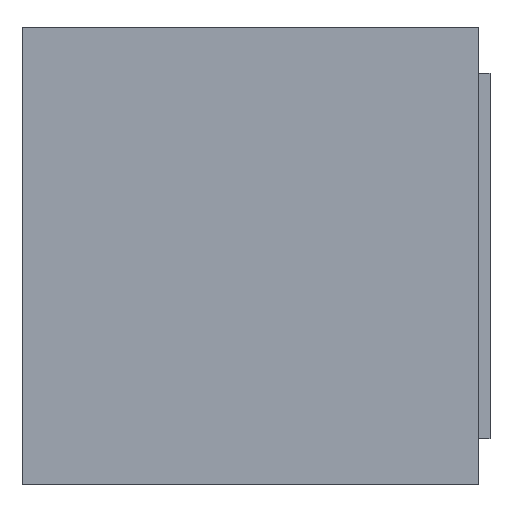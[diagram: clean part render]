
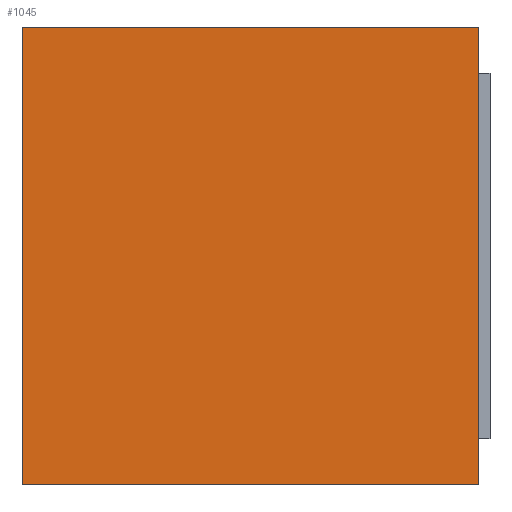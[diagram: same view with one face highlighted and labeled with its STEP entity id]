
A CAD part, left-side view. The second image highlights one B-rep face of the part: STEP entity #1045.
In plain terms, the highlighted planar face has unit normal (-1, 0, 0).
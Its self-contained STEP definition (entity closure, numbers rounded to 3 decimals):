
#36 = VECTOR ( 'NONE', #1205, 1000. ) ;
#50 = FACE_OUTER_BOUND ( 'NONE', #139, .T. ) ;
#52 = EDGE_CURVE ( 'NONE', #190, #1742, #1321, .T. ) ;
#86 = DIRECTION ( 'NONE',  ( 0., -1., 0. ) ) ;
#139 = EDGE_LOOP ( 'NONE', ( #657, #1197, #569, #483 ) ) ;
#190 = VERTEX_POINT ( 'NONE', #1888 ) ;
#269 = VECTOR ( 'NONE', #86, 1000. ) ;
#303 = DIRECTION ( 'NONE',  ( 1., 0., 0. ) ) ;
#483 = ORIENTED_EDGE ( 'NONE', *, *, #826, .T. ) ;
#569 = ORIENTED_EDGE ( 'NONE', *, *, #52, .F. ) ;
#657 = ORIENTED_EDGE ( 'NONE', *, *, #1623, .T. ) ;
#732 = CARTESIAN_POINT ( 'NONE',  ( 0., 0.3, 0. ) ) ;
#790 = CARTESIAN_POINT ( 'NONE',  ( 0., 0.3, -0.3 ) ) ;
#792 = CARTESIAN_POINT ( 'NONE',  ( 0., 0.3, 0. ) ) ;
#813 = CARTESIAN_POINT ( 'NONE',  ( 0., 0.3, 0. ) ) ;
#826 = EDGE_CURVE ( 'NONE', #190, #1724, #1415, .T. ) ;
#843 = VECTOR ( 'NONE', #1283, 1000. ) ;
#878 = CARTESIAN_POINT ( 'NONE',  ( 0., 0.3, 0. ) ) ;
#1045 = ADVANCED_FACE ( 'NONE', ( #50 ), #1446, .F. ) ;
#1197 = ORIENTED_EDGE ( 'NONE', *, *, #2053, .F. ) ;
#1205 = DIRECTION ( 'NONE',  ( 0., 0., 1. ) ) ;
#1283 = DIRECTION ( 'NONE',  ( 0., 0., 1. ) ) ;
#1285 = DIRECTION ( 'NONE',  ( 0., 0., -1. ) ) ;
#1306 = VERTEX_POINT ( 'NONE', #1357 ) ;
#1321 = LINE ( 'NONE', #732, #36 ) ;
#1328 = CARTESIAN_POINT ( 'NONE',  ( 0., 0., -0.3 ) ) ;
#1336 = LINE ( 'NONE', #1753, #843 ) ;
#1356 = VECTOR ( 'NONE', #1755, 1000. ) ;
#1357 = CARTESIAN_POINT ( 'NONE',  ( 0., 0., 0. ) ) ;
#1415 = LINE ( 'NONE', #790, #1356 ) ;
#1446 = PLANE ( 'NONE',  #1974 ) ;
#1623 = EDGE_CURVE ( 'NONE', #1724, #1306, #1336, .T. ) ;
#1724 = VERTEX_POINT ( 'NONE', #1328 ) ;
#1742 = VERTEX_POINT ( 'NONE', #813 ) ;
#1753 = CARTESIAN_POINT ( 'NONE',  ( 0., 0., 0. ) ) ;
#1755 = DIRECTION ( 'NONE',  ( 0., -1., 0. ) ) ;
#1888 = CARTESIAN_POINT ( 'NONE',  ( 0., 0.3, -0.3 ) ) ;
#1974 = AXIS2_PLACEMENT_3D ( 'NONE', #792, #303, #1285 ) ;
#1983 = LINE ( 'NONE', #878, #269 ) ;
#2053 = EDGE_CURVE ( 'NONE', #1742, #1306, #1983, .T. ) ;
